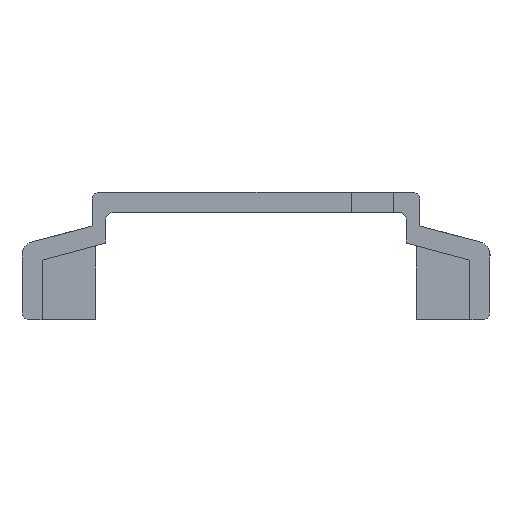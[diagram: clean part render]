
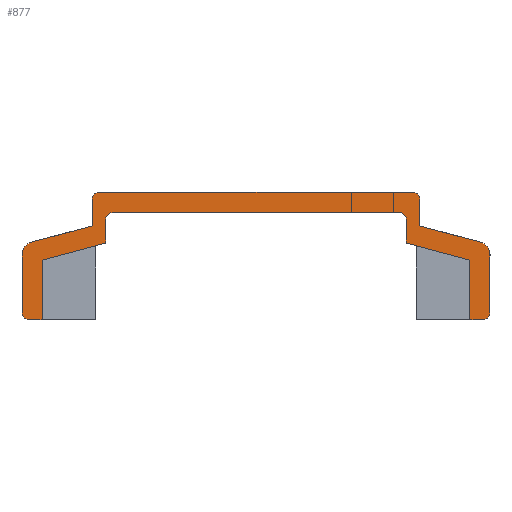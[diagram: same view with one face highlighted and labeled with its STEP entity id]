
A CAD part, left-side view. The second image highlights one B-rep face of the part: STEP entity #877.
In plain terms, the highlighted planar face has unit normal (-1, 0, 0).
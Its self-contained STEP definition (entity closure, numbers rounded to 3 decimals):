
#877=ADVANCED_FACE('',(#1810),#1811,.T.);
#1810=FACE_OUTER_BOUND('',#2796,.T.);
#1811=PLANE('',#2797);
#2796=EDGE_LOOP('',(#5589,#5590,#5591,#5592,#5593,#5594,#5595,#5596,#5597,#5598,#5599,#5600,#5601,#5602,#5603,#5604,#5605,#5606,#5607,#5608,#5609,#5610,#5611,#5612));
#2797=AXIS2_PLACEMENT_3D('',#5613,#5614,#5615);
#5589=ORIENTED_EDGE('',*,*,#7359,.T.);
#5590=ORIENTED_EDGE('',*,*,#7360,.T.);
#5591=ORIENTED_EDGE('',*,*,#7361,.T.);
#5592=ORIENTED_EDGE('',*,*,#7318,.T.);
#5593=ORIENTED_EDGE('',*,*,#7329,.T.);
#5594=ORIENTED_EDGE('',*,*,#7332,.T.);
#5595=ORIENTED_EDGE('',*,*,#7335,.T.);
#5596=ORIENTED_EDGE('',*,*,#7342,.T.);
#5597=ORIENTED_EDGE('',*,*,#7362,.T.);
#5598=ORIENTED_EDGE('',*,*,#7363,.T.);
#5599=ORIENTED_EDGE('',*,*,#7364,.T.);
#5600=ORIENTED_EDGE('',*,*,#7365,.T.);
#5601=ORIENTED_EDGE('',*,*,#7366,.T.);
#5602=ORIENTED_EDGE('',*,*,#7367,.F.);
#5603=ORIENTED_EDGE('',*,*,#7368,.F.);
#5604=ORIENTED_EDGE('',*,*,#7369,.F.);
#5605=ORIENTED_EDGE('',*,*,#7370,.F.);
#5606=ORIENTED_EDGE('',*,*,#7371,.F.);
#5607=ORIENTED_EDGE('',*,*,#7372,.F.);
#5608=ORIENTED_EDGE('',*,*,#7373,.F.);
#5609=ORIENTED_EDGE('',*,*,#7374,.F.);
#5610=ORIENTED_EDGE('',*,*,#7375,.F.);
#5611=ORIENTED_EDGE('',*,*,#7376,.F.);
#5612=ORIENTED_EDGE('',*,*,#7377,.F.);
#5613=CARTESIAN_POINT('',(0.,0.,22.5));
#5614=DIRECTION('',(-1.0,0.0,0.0));
#5615=DIRECTION('',(0.0,0.0,1.0));
#7318=EDGE_CURVE('',#9170,#9168,#9171,.T.);
#7329=EDGE_CURVE('',#9168,#9188,#9190,.T.);
#7332=EDGE_CURVE('',#9188,#9192,#9194,.T.);
#7335=EDGE_CURVE('',#9192,#9196,#9198,.T.);
#7342=EDGE_CURVE('',#9196,#9208,#9210,.T.);
#7359=EDGE_CURVE('',#9233,#9234,#9235,.T.);
#7360=EDGE_CURVE('',#9234,#9236,#9237,.T.);
#7361=EDGE_CURVE('',#9236,#9170,#9238,.T.);
#7362=EDGE_CURVE('',#9208,#9239,#9240,.T.);
#7363=EDGE_CURVE('',#9239,#9241,#9242,.T.);
#7364=EDGE_CURVE('',#9241,#9243,#9244,.T.);
#7365=EDGE_CURVE('',#9243,#9245,#9246,.T.);
#7366=EDGE_CURVE('',#9245,#9247,#9248,.T.);
#7367=EDGE_CURVE('',#9249,#9247,#9250,.T.);
#7368=EDGE_CURVE('',#9251,#9249,#9252,.T.);
#7369=EDGE_CURVE('',#9253,#9251,#9254,.T.);
#7370=EDGE_CURVE('',#9255,#9253,#9256,.T.);
#7371=EDGE_CURVE('',#9257,#9255,#9258,.T.);
#7372=EDGE_CURVE('',#9259,#9257,#9260,.T.);
#7373=EDGE_CURVE('',#9261,#9259,#9262,.T.);
#7374=EDGE_CURVE('',#9263,#9261,#9264,.T.);
#7375=EDGE_CURVE('',#9265,#9263,#9266,.T.);
#7376=EDGE_CURVE('',#9267,#9265,#9268,.T.);
#7377=EDGE_CURVE('',#9233,#9267,#9269,.T.);
#9168=VERTEX_POINT('',#12065);
#9170=VERTEX_POINT('',#12068);
#9171=LINE('',#12069,#12070);
#9188=VERTEX_POINT('',#12095);
#9190=CIRCLE('',#12098,1.0);
#9192=VERTEX_POINT('',#12100);
#9194=LINE('',#12103,#12104);
#9196=VERTEX_POINT('',#12106);
#9198=CIRCLE('',#12109,0.5);
#9208=VERTEX_POINT('',#12123);
#9210=LINE('',#12126,#12127);
#9233=VERTEX_POINT('',#12174);
#9234=VERTEX_POINT('',#12175);
#9235=LINE('',#12176,#12177);
#9236=VERTEX_POINT('',#12178);
#9237=CIRCLE('',#12179,0.5);
#9238=LINE('',#12180,#12181);
#9239=VERTEX_POINT('',#12182);
#9240=LINE('',#12183,#12184);
#9241=VERTEX_POINT('',#12185);
#9242=LINE('',#12186,#12187);
#9243=VERTEX_POINT('',#12188);
#9244=LINE('',#12189,#12190);
#9245=VERTEX_POINT('',#12191);
#9246=CIRCLE('',#12192,0.5);
#9247=VERTEX_POINT('',#12193);
#9248=LINE('',#12194,#12195);
#9249=VERTEX_POINT('',#12196);
#9250=CIRCLE('',#12197,0.5);
#9251=VERTEX_POINT('',#12198);
#9252=LINE('',#12199,#12200);
#9253=VERTEX_POINT('',#12201);
#9254=LINE('',#12202,#12203);
#9255=VERTEX_POINT('',#12204);
#9256=LINE('',#12205,#12206);
#9257=VERTEX_POINT('',#12207);
#9258=LINE('',#12208,#12209);
#9259=VERTEX_POINT('',#12210);
#9260=CIRCLE('',#12211,0.5);
#9261=VERTEX_POINT('',#12212);
#9262=LINE('',#12213,#12214);
#9263=VERTEX_POINT('',#12215);
#9264=CIRCLE('',#12216,1.0);
#9265=VERTEX_POINT('',#12217);
#9266=LINE('',#12218,#12219);
#9267=VERTEX_POINT('',#12220);
#9268=LINE('',#12221,#12222);
#9269=CIRCLE('',#12223,0.5);
#12065=CARTESIAN_POINT('',(0.,16.759,18.792));
#12068=CARTESIAN_POINT('',(0.,12.25,20.0));
#12069=CARTESIAN_POINT('',(0.,12.25,20.0));
#12070=VECTOR('',#13710,4.668);
#12095=CARTESIAN_POINT('',(0.,17.5,17.826));
#12098=AXIS2_PLACEMENT_3D('',#13720,#13721,#13722);
#12100=CARTESIAN_POINT('',(0.,17.5,13.5));
#12103=CARTESIAN_POINT('',(0.,17.5,17.826));
#12104=VECTOR('',#13724,4.326);
#12106=CARTESIAN_POINT('',(0.,17.0,13.0));
#12109=AXIS2_PLACEMENT_3D('',#13726,#13727,#13728);
#12123=CARTESIAN_POINT('',(0.,16.0,13.0));
#12126=CARTESIAN_POINT('',(0.,17.0,13.0));
#12127=VECTOR('',#13734,1.0);
#12174=CARTESIAN_POINT('',(0.,-11.75,22.5));
#12175=CARTESIAN_POINT('',(0.,11.75,22.5));
#12176=CARTESIAN_POINT('',(0.,-11.75,22.5));
#12177=VECTOR('',#13744,23.5);
#12178=CARTESIAN_POINT('',(0.,12.25,22.0));
#12179=AXIS2_PLACEMENT_3D('',#13745,#13746,#13747);
#12180=CARTESIAN_POINT('',(0.,12.25,22.0));
#12181=VECTOR('',#13748,2.0);
#12182=CARTESIAN_POINT('',(0.,16.0,17.442));
#12183=CARTESIAN_POINT('',(0.,16.0,13.0));
#12184=VECTOR('',#13749,4.442);
#12185=CARTESIAN_POINT('',(0.,11.25,18.715));
#12186=CARTESIAN_POINT('',(0.,16.0,17.442));
#12187=VECTOR('',#13750,4.918);
#12188=CARTESIAN_POINT('',(0.,11.25,20.5));
#12189=CARTESIAN_POINT('',(0.,11.25,18.715));
#12190=VECTOR('',#13751,1.785);
#12191=CARTESIAN_POINT('',(0.,10.75,21.0));
#12192=AXIS2_PLACEMENT_3D('',#13752,#13753,#13754);
#12193=CARTESIAN_POINT('',(0.,-10.75,21.0));
#12194=CARTESIAN_POINT('',(0.,10.75,21.0));
#12195=VECTOR('',#13755,21.5);
#12196=CARTESIAN_POINT('',(0.,-11.25,20.5));
#12197=AXIS2_PLACEMENT_3D('',#13756,#13757,#13758);
#12198=CARTESIAN_POINT('',(0.,-11.25,18.715));
#12199=CARTESIAN_POINT('',(0.,-11.25,18.715));
#12200=VECTOR('',#13759,1.785);
#12201=CARTESIAN_POINT('',(0.,-16.0,17.442));
#12202=CARTESIAN_POINT('',(0.,-16.0,17.442));
#12203=VECTOR('',#13760,4.918);
#12204=CARTESIAN_POINT('',(0.,-16.0,13.0));
#12205=CARTESIAN_POINT('',(0.,-16.0,13.0));
#12206=VECTOR('',#13761,4.442);
#12207=CARTESIAN_POINT('',(0.,-17.0,13.0));
#12208=CARTESIAN_POINT('',(0.,-17.0,13.0));
#12209=VECTOR('',#13762,1.0);
#12210=CARTESIAN_POINT('',(0.,-17.5,13.5));
#12211=AXIS2_PLACEMENT_3D('',#13763,#13764,#13765);
#12212=CARTESIAN_POINT('',(0.,-17.5,17.826));
#12213=CARTESIAN_POINT('',(0.,-17.5,17.826));
#12214=VECTOR('',#13766,4.326);
#12215=CARTESIAN_POINT('',(0.,-16.759,18.792));
#12216=AXIS2_PLACEMENT_3D('',#13767,#13768,#13769);
#12217=CARTESIAN_POINT('',(0.,-12.25,20.0));
#12218=CARTESIAN_POINT('',(0.,-12.25,20.0));
#12219=VECTOR('',#13770,4.668);
#12220=CARTESIAN_POINT('',(0.,-12.25,22.0));
#12221=CARTESIAN_POINT('',(0.,-12.25,22.0));
#12222=VECTOR('',#13771,2.0);
#12223=AXIS2_PLACEMENT_3D('',#13772,#13773,#13774);
#13710=DIRECTION('',(0.0,0.966,-0.259));
#13720=CARTESIAN_POINT('',(0.,16.5,17.826));
#13721=DIRECTION('',(-1.0,0.,0.));
#13722=DIRECTION('',(0.,0.259,0.966));
#13724=DIRECTION('',(0.0,0.0,-1.0));
#13726=CARTESIAN_POINT('',(0.,17.0,13.5));
#13727=DIRECTION('',(-1.0,0.0,0.0));
#13728=DIRECTION('',(0.0,1.0,0.0));
#13734=DIRECTION('',(0.0,-1.0,0.0));
#13744=DIRECTION('',(0.0,1.0,0.0));
#13745=CARTESIAN_POINT('',(0.,11.75,22.0));
#13746=DIRECTION('',(-1.0,0.0,0.0));
#13747=DIRECTION('',(0.0,0.0,1.0));
#13748=DIRECTION('',(0.0,0.0,-1.0));
#13749=DIRECTION('',(0.0,0.0,1.0));
#13750=DIRECTION('',(0.0,-0.966,0.259));
#13751=DIRECTION('',(0.0,0.0,1.0));
#13752=CARTESIAN_POINT('',(0.,10.75,20.5));
#13753=DIRECTION('',(1.0,0.0,0.0));
#13754=DIRECTION('',(0.0,1.0,0.0));
#13755=DIRECTION('',(0.0,-1.0,0.0));
#13756=CARTESIAN_POINT('',(0.,-10.75,20.5));
#13757=DIRECTION('',(-1.0,0.0,0.0));
#13758=DIRECTION('',(0.0,-1.0,0.0));
#13759=DIRECTION('',(0.0,0.0,1.0));
#13760=DIRECTION('',(0.0,0.966,0.259));
#13761=DIRECTION('',(0.0,0.0,1.0));
#13762=DIRECTION('',(0.0,1.0,0.0));
#13763=CARTESIAN_POINT('',(0.,-17.0,13.5));
#13764=DIRECTION('',(1.0,0.0,0.0));
#13765=DIRECTION('',(0.0,-1.0,0.0));
#13766=DIRECTION('',(0.0,0.0,-1.0));
#13767=CARTESIAN_POINT('',(0.,-16.5,17.826));
#13768=DIRECTION('',(1.0,0.,0.));
#13769=DIRECTION('',(0.,-0.259,0.966));
#13770=DIRECTION('',(0.0,-0.966,-0.259));
#13771=DIRECTION('',(0.0,0.0,-1.0));
#13772=CARTESIAN_POINT('',(0.,-11.75,22.0));
#13773=DIRECTION('',(1.0,0.0,-0.0));
#13774=DIRECTION('',(0.0,0.0,1.0));
